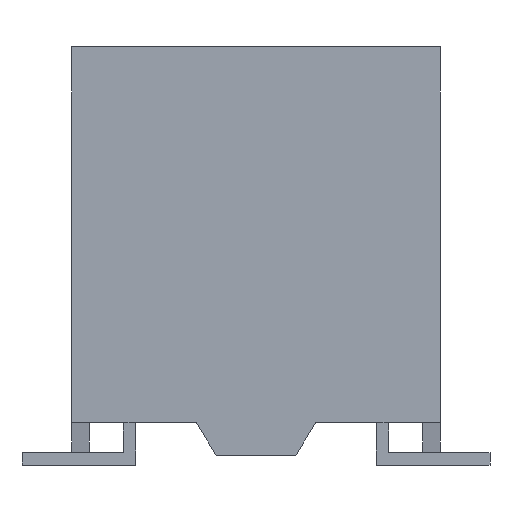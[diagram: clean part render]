
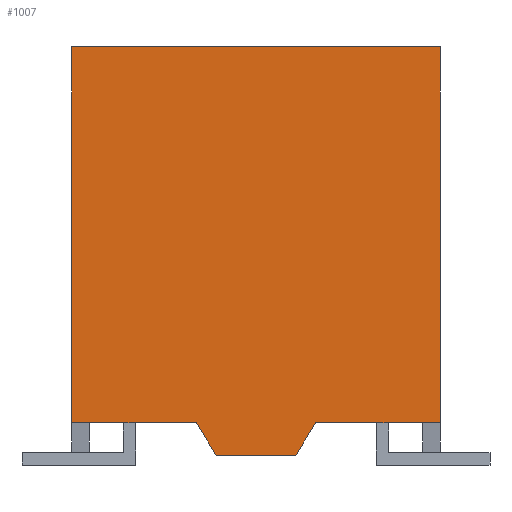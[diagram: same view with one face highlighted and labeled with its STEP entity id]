
A CAD part, left-side view. The second image highlights one B-rep face of the part: STEP entity #1007.
In plain terms, the highlighted planar face has unit normal (-1, 0, 0).
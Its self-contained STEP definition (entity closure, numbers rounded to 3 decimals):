
#108 = LINE ( 'NONE', #13284, #8348 ) ;
#112 = VECTOR ( 'NONE', #7560, 1000. ) ;
#124 = VECTOR ( 'NONE', #12962, 1000. ) ;
#285 = DIRECTION ( 'NONE',  ( 0., -1., 0. ) ) ;
#659 = EDGE_LOOP ( 'NONE', ( #14990, #3608, #7040, #13418, #13199, #3087, #6809, #2134 ) ) ;
#705 = VERTEX_POINT ( 'NONE', #3005 ) ;
#745 = CARTESIAN_POINT ( 'NONE',  ( -7.5, 1.2, 0.65 ) ) ;
#772 = DIRECTION ( 'NONE',  ( 0., -1., 0. ) ) ;
#940 = VECTOR ( 'NONE', #14766, 1000. ) ;
#1007 = ADVANCED_FACE ( 'NONE', ( #8775 ), #2734, .F. ) ;
#1738 = CARTESIAN_POINT ( 'NONE',  ( -7.5, 1.2, 0. ) ) ;
#1798 = VECTOR ( 'NONE', #12512, 1000. ) ;
#2134 = ORIENTED_EDGE ( 'NONE', *, *, #9888, .T. ) ;
#2275 = CARTESIAN_POINT ( 'NONE',  ( -7.5, 1.2, 0.65 ) ) ;
#2606 = AXIS2_PLACEMENT_3D ( 'NONE', #4879, #13222, #6084 ) ;
#2734 = PLANE ( 'NONE',  #2606 ) ;
#2989 = LINE ( 'NONE', #10662, #12134 ) ;
#3005 = CARTESIAN_POINT ( 'NONE',  ( -7.5, -3.7, 0.65 ) ) ;
#3040 = VERTEX_POINT ( 'NONE', #10403 ) ;
#3087 = ORIENTED_EDGE ( 'NONE', *, *, #15320, .F. ) ;
#3608 = ORIENTED_EDGE ( 'NONE', *, *, #9750, .F. ) ;
#3664 = EDGE_CURVE ( 'NONE', #11074, #705, #15231, .T. ) ;
#4065 = CARTESIAN_POINT ( 'NONE',  ( -7.5, 3.7, 0.65 ) ) ;
#4080 = CARTESIAN_POINT ( 'NONE',  ( -7.5, 0.8, 0. ) ) ;
#4098 = VECTOR ( 'NONE', #8777, 1000. ) ;
#4226 = CARTESIAN_POINT ( 'NONE',  ( -7.5, -0.8, 0. ) ) ;
#4879 = CARTESIAN_POINT ( 'NONE',  ( -7.5, 3.7, 8.2 ) ) ;
#5233 = EDGE_CURVE ( 'NONE', #3040, #11074, #8145, .T. ) ;
#5360 = VERTEX_POINT ( 'NONE', #745 ) ;
#6084 = DIRECTION ( 'NONE',  ( 0., 1., 0. ) ) ;
#6809 = ORIENTED_EDGE ( 'NONE', *, *, #12080, .T. ) ;
#6902 = CARTESIAN_POINT ( 'NONE',  ( -7.5, 3.7, 8.2 ) ) ;
#7040 = ORIENTED_EDGE ( 'NONE', *, *, #5233, .T. ) ;
#7330 = LINE ( 'NONE', #1738, #940 ) ;
#7560 = DIRECTION ( 'NONE',  ( 0., -1., 0. ) ) ;
#7589 = CARTESIAN_POINT ( 'NONE',  ( -7.5, -1.2, 0.65 ) ) ;
#7693 = LINE ( 'NONE', #15131, #13265 ) ;
#8145 = LINE ( 'NONE', #4226, #1798 ) ;
#8174 = VERTEX_POINT ( 'NONE', #8631 ) ;
#8348 = VECTOR ( 'NONE', #285, 1000. ) ;
#8631 = CARTESIAN_POINT ( 'NONE',  ( -7.5, -3.7, 8.2 ) ) ;
#8775 = FACE_OUTER_BOUND ( 'NONE', #659, .T. ) ;
#8777 = DIRECTION ( 'NONE',  ( 0., 0., -1. ) ) ;
#9750 = EDGE_CURVE ( 'NONE', #3040, #10187, #7330, .T. ) ;
#9888 = EDGE_CURVE ( 'NONE', #14644, #5360, #7693, .T. ) ;
#10187 = VERTEX_POINT ( 'NONE', #4080 ) ;
#10403 = CARTESIAN_POINT ( 'NONE',  ( -7.5, -0.8, 0. ) ) ;
#10662 = CARTESIAN_POINT ( 'NONE',  ( -7.5, 3.7, 8.2 ) ) ;
#11074 = VERTEX_POINT ( 'NONE', #7589 ) ;
#11302 = VERTEX_POINT ( 'NONE', #6902 ) ;
#12080 = EDGE_CURVE ( 'NONE', #11302, #14644, #2989, .T. ) ;
#12134 = VECTOR ( 'NONE', #15193, 1000. ) ;
#12312 = CARTESIAN_POINT ( 'NONE',  ( -7.5, 3.7, 0.65 ) ) ;
#12361 = CARTESIAN_POINT ( 'NONE',  ( -7.5, -3.7, 8.2 ) ) ;
#12512 = DIRECTION ( 'NONE',  ( 0., -0.524, 0.852 ) ) ;
#12962 = DIRECTION ( 'NONE',  ( 0., -0.524, -0.852 ) ) ;
#13199 = ORIENTED_EDGE ( 'NONE', *, *, #13552, .F. ) ;
#13222 = DIRECTION ( 'NONE',  ( 1., 0., 0. ) ) ;
#13265 = VECTOR ( 'NONE', #772, 1000. ) ;
#13284 = CARTESIAN_POINT ( 'NONE',  ( -7.5, 3.7, 8.2 ) ) ;
#13418 = ORIENTED_EDGE ( 'NONE', *, *, #3664, .T. ) ;
#13552 = EDGE_CURVE ( 'NONE', #8174, #705, #14529, .T. ) ;
#13581 = LINE ( 'NONE', #2275, #124 ) ;
#14529 = LINE ( 'NONE', #12361, #4098 ) ;
#14644 = VERTEX_POINT ( 'NONE', #12312 ) ;
#14766 = DIRECTION ( 'NONE',  ( 0., 1., 0. ) ) ;
#14778 = EDGE_CURVE ( 'NONE', #5360, #10187, #13581, .T. ) ;
#14990 = ORIENTED_EDGE ( 'NONE', *, *, #14778, .T. ) ;
#15131 = CARTESIAN_POINT ( 'NONE',  ( -7.5, 3.7, 0.65 ) ) ;
#15193 = DIRECTION ( 'NONE',  ( 0., 0., -1. ) ) ;
#15231 = LINE ( 'NONE', #4065, #112 ) ;
#15320 = EDGE_CURVE ( 'NONE', #11302, #8174, #108, .T. ) ;
